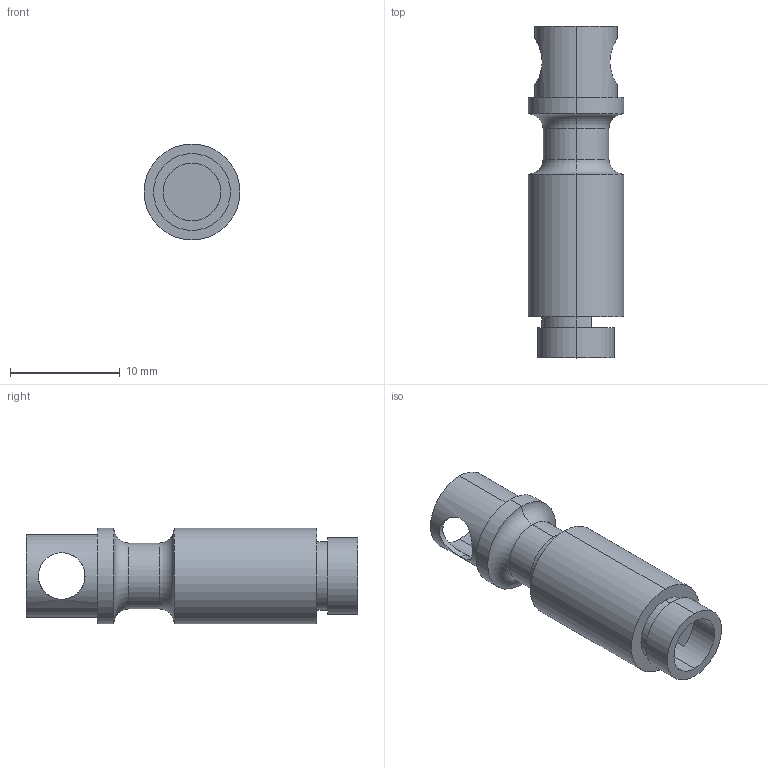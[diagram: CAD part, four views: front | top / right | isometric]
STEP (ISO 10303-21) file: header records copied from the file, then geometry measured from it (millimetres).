
FILE_DESCRIPTION (( 'STEP AP214' ), '1' );
FILE_NAME ('allumage.STEP', '2022-06-29T16:58:10', ( '' ), ( '' ), 'SwSTEP 2.0', 'SolidWorks 2012', '' );
FILE_SCHEMA (( 'AUTOMOTIVE_DESIGN' ));
Length unit declared in the file: millimetre
Products named in the file (1): allumage
Bounding box: 8.75 x 30.25 x 8.75 mm (x, y, z)
Volume: 1055.9 mm3; surface area: 1129.9 mm2
Topology: 1 solids, 1 shells, 34 faces, 76 edges, 48 vertices
Faces by surface type: cylinder 21, plane 9, torus 4
Entity records: 1202 total; most frequent: CARTESIAN_POINT 375, DIRECTION 178, ORIENTED_EDGE 152, EDGE_CURVE 76, AXIS2_PLACEMENT_3D 75, VERTEX_POINT 48, EDGE_LOOP 44, CIRCLE 40
